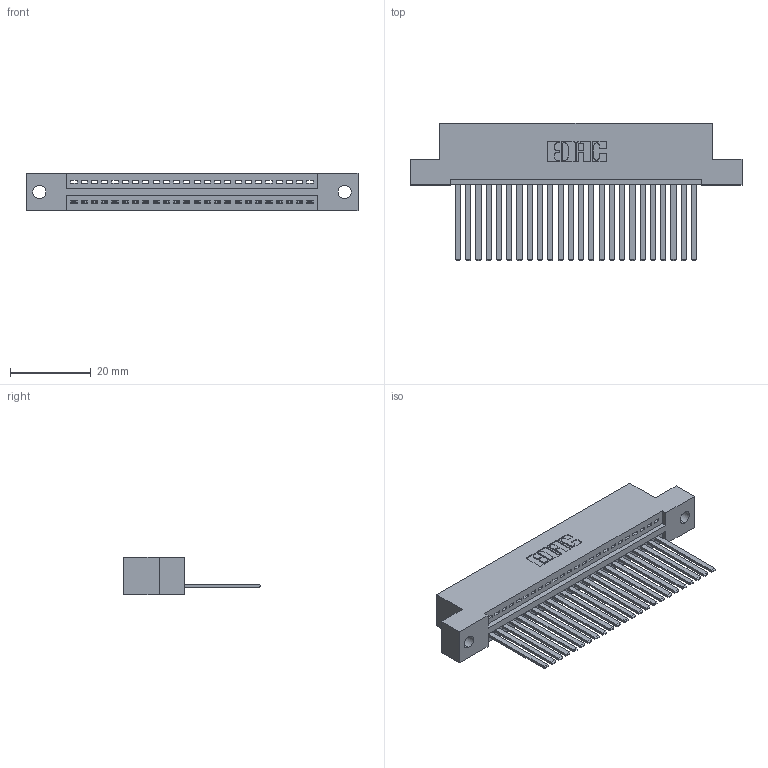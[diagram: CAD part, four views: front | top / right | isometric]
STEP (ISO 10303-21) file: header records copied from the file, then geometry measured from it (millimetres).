
FILE_DESCRIPTION (( 'STEP AP203' ), '1' );
FILE_NAME ('395-024-544-102.STEP', '2019-10-18T06:38:21', ( '' ), ( '' ), 'SwSTEP 2.0', 'SolidWorks 2016', '' );
FILE_SCHEMA (( 'CONFIG_CONTROL_DESIGN' ));
Length unit declared in the file: inch
Products named in the file (3): 345 Part_Flush Mounting Lugs - 0.128 Dia; 395-024-544-102; 345-292-001_345-293-144
Assembly tree (25 placements, depth 2):
  395-024-544-102
    345 Part_Flush Mounting Lugs - 0.128 Dia
    345-292-001_345-293-144  x24
Bounding box: 82.17 x 33.96 x 9.4 mm (x, y, z)
Volume: 7898.3 mm3; surface area: 10814.4 mm2
Topology: 25 solids, 25 shells, 1374 faces, 4133 edges, 2722 vertices
Faces by surface type: plane 944, cylinder 430
Entity records: 20305 total; most frequent: CARTESIAN_POINT 3524, ORIENTED_EDGE 3482, DIRECTION 3101, EDGE_CURVE 1741, LINE 1517, VECTOR 1517, VERTEX_POINT 1158, AXIS2_PLACEMENT_3D 792
